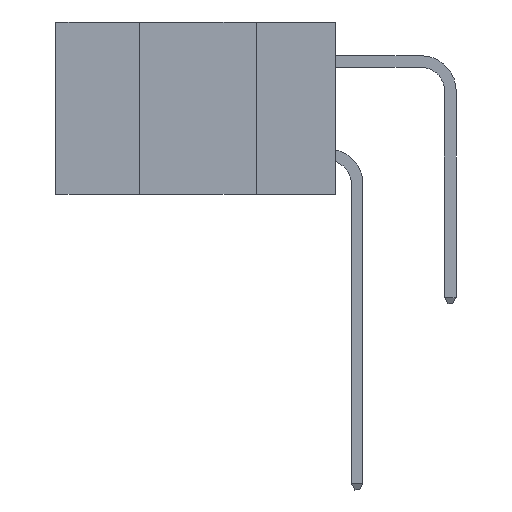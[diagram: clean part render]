
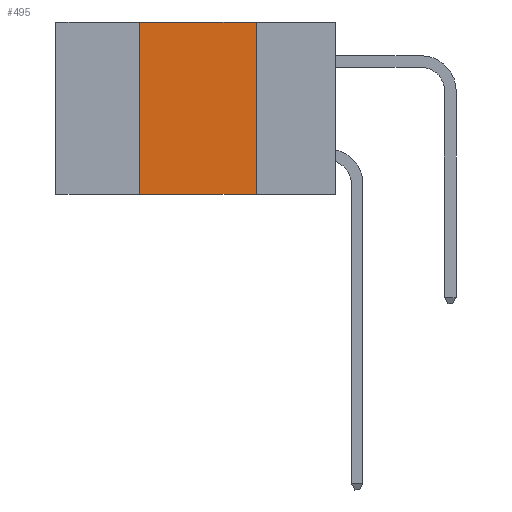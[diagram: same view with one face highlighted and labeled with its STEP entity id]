
A CAD part, left-side view. The second image highlights one B-rep face of the part: STEP entity #495.
In plain terms, the highlighted planar face has unit normal (-1, 0, 0).
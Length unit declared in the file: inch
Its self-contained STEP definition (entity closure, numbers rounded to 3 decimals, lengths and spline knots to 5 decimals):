
#22 = DIRECTION ( 'NONE',  ( 0., 0., -1. ) ) ;
#302 = CARTESIAN_POINT ( 'NONE',  ( 0., 0.42, 0. ) ) ;
#316 = LINE ( 'NONE', #10254, #1082 ) ;
#392 = VECTOR ( 'NONE', #11478, 39.37008 ) ;
#423 = DIRECTION ( 'NONE',  ( 0., 0., 1. ) ) ;
#475 = FACE_OUTER_BOUND ( 'NONE', #11798, .T. ) ;
#495 = ADVANCED_FACE ( 'NONE', ( #475 ), #7736, .F. ) ;
#1082 = VECTOR ( 'NONE', #1321, 39.37008 ) ;
#1321 = DIRECTION ( 'NONE',  ( 0., 0., -1. ) ) ;
#1376 = ORIENTED_EDGE ( 'NONE', *, *, #6707, .T. ) ;
#1767 = ORIENTED_EDGE ( 'NONE', *, *, #9137, .F. ) ;
#1776 = VERTEX_POINT ( 'NONE', #10838 ) ;
#2935 = CARTESIAN_POINT ( 'NONE',  ( 0., 0.6, -0.37 ) ) ;
#3247 = EDGE_CURVE ( 'NONE', #3512, #7691, #316, .T. ) ;
#3512 = VERTEX_POINT ( 'NONE', #7584 ) ;
#3910 = DIRECTION ( 'NONE',  ( 0., -1., 0. ) ) ;
#3916 = DIRECTION ( 'NONE',  ( 1., 0., 0. ) ) ;
#5982 = CARTESIAN_POINT ( 'NONE',  ( 0., 0.42, -0.37 ) ) ;
#6520 = CARTESIAN_POINT ( 'NONE',  ( 0., 0.6, 0. ) ) ;
#6707 = EDGE_CURVE ( 'NONE', #8829, #7691, #9583, .T. ) ;
#7269 = LINE ( 'NONE', #302, #12165 ) ;
#7584 = CARTESIAN_POINT ( 'NONE',  ( 0., 0.17, 0. ) ) ;
#7691 = VERTEX_POINT ( 'NONE', #8491 ) ;
#7736 = PLANE ( 'NONE',  #8430 ) ;
#8430 = AXIS2_PLACEMENT_3D ( 'NONE', #11796, #3916, #22 ) ;
#8446 = ORIENTED_EDGE ( 'NONE', *, *, #3247, .F. ) ;
#8491 = CARTESIAN_POINT ( 'NONE',  ( 0., 0.17, -0.37 ) ) ;
#8829 = VERTEX_POINT ( 'NONE', #5982 ) ;
#9137 = EDGE_CURVE ( 'NONE', #1776, #3512, #9311, .T. ) ;
#9311 = LINE ( 'NONE', #6520, #392 ) ;
#9583 = LINE ( 'NONE', #2935, #11267 ) ;
#10254 = CARTESIAN_POINT ( 'NONE',  ( 0., 0.17, 0. ) ) ;
#10838 = CARTESIAN_POINT ( 'NONE',  ( 0., 0.42, 0. ) ) ;
#11267 = VECTOR ( 'NONE', #3910, 39.37008 ) ;
#11478 = DIRECTION ( 'NONE',  ( 0., -1., 0. ) ) ;
#11565 = EDGE_CURVE ( 'NONE', #8829, #1776, #7269, .T. ) ;
#11796 = CARTESIAN_POINT ( 'NONE',  ( 0., 0.6, 0. ) ) ;
#11798 = EDGE_LOOP ( 'NONE', ( #8446, #1767, #11967, #1376 ) ) ;
#11967 = ORIENTED_EDGE ( 'NONE', *, *, #11565, .F. ) ;
#12165 = VECTOR ( 'NONE', #423, 39.37008 ) ;
